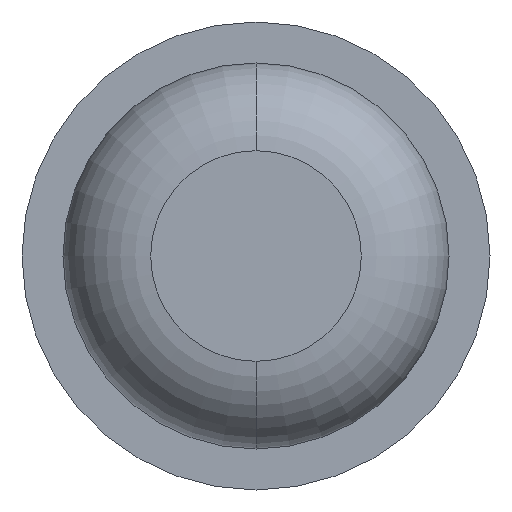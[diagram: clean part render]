
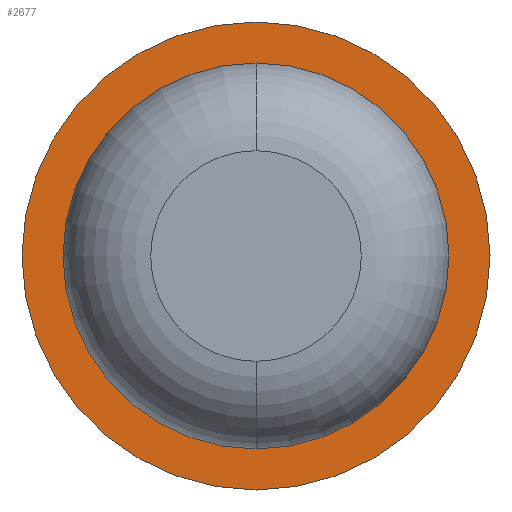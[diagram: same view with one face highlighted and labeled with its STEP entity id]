
A CAD part, front view. The second image highlights one B-rep face of the part: STEP entity #2677.
In plain terms, the highlighted planar face has unit normal (0, -1, 0).
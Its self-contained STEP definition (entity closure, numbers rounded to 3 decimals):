
#62 = AXIS2_PLACEMENT_3D ( 'NONE', #1112, #1886, #2691 ) ;
#122 = DIRECTION ( 'NONE',  ( 0., 0., 1. ) ) ;
#123 = CIRCLE ( 'NONE', #2478, 0.825 ) ;
#220 = VERTEX_POINT ( 'NONE', #2919 ) ;
#290 = CARTESIAN_POINT ( 'NONE',  ( 0., -2., 0.825 ) ) ;
#338 = DIRECTION ( 'NONE',  ( 0., 0., 1. ) ) ;
#509 = AXIS2_PLACEMENT_3D ( 'NONE', #1896, #1394, #338 ) ;
#524 = FACE_OUTER_BOUND ( 'NONE', #2034, .T. ) ;
#529 = EDGE_CURVE ( 'Defeature ausgef�hrt1_25+Defeature ausgef�hrt1_24+Defeature ausgef�hrt1_24+Defeature ausgef�hrt1_24', #3324, #220, #1494, .T. ) ;
#535 = DIRECTION ( 'NONE',  ( 0., 0., 1. ) ) ;
#542 = CARTESIAN_POINT ( 'NONE',  ( 0., -2., -0.825 ) ) ;
#588 = EDGE_CURVE ( 'Defeature ausgef�hrt1_24+Defeature ausgef�hrt1_20+Defeature ausgef�hrt1_20+Defeature ausgef�hrt1_20', #2260, #2284, #1824, .T. ) ;
#677 = AXIS2_PLACEMENT_3D ( 'NONE', #3217, #1911, #122 ) ;
#827 = DIRECTION ( 'NONE',  ( 0., 1., 0. ) ) ;
#859 = CIRCLE ( 'NONE', #677, 1. ) ;
#1112 = CARTESIAN_POINT ( 'NONE',  ( 0., -2., 0. ) ) ;
#1151 = ORIENTED_EDGE ( 'NONE', *, *, #2455, .F. ) ;
#1394 = DIRECTION ( 'NONE',  ( 0., 1., 0. ) ) ;
#1437 = CARTESIAN_POINT ( 'NONE',  ( 0., -2., 1. ) ) ;
#1494 = CIRCLE ( 'NONE', #509, 1. ) ;
#1553 = DIRECTION ( 'NONE',  ( 0., 1., 0. ) ) ;
#1633 = CARTESIAN_POINT ( 'NONE',  ( 1., -2., 0. ) ) ;
#1687 = ORIENTED_EDGE ( 'NONE', *, *, #529, .F. ) ;
#1771 = ORIENTED_EDGE ( 'NONE', *, *, #2171, .T. ) ;
#1824 = CIRCLE ( 'NONE', #62, 0.825 ) ;
#1886 = DIRECTION ( 'NONE',  ( 0., 1., 0. ) ) ;
#1896 = CARTESIAN_POINT ( 'NONE',  ( 0., -2., 0. ) ) ;
#1911 = DIRECTION ( 'NONE',  ( 0., 1., 0. ) ) ;
#2034 = EDGE_LOOP ( 'NONE', ( #1687, #1151 ) ) ;
#2063 = AXIS2_PLACEMENT_3D ( 'NONE', #1633, #827, #2413 ) ;
#2171 = EDGE_CURVE ( 'Defeature ausgef�hrt1_24+Defeature ausgef�hrt1_20+Defeature ausgef�hrt1_20+Defeature ausgef�hrt1_20', #2284, #2260, #123, .T. ) ;
#2260 = VERTEX_POINT ( 'NONE', #542 ) ;
#2284 = VERTEX_POINT ( 'NONE', #290 ) ;
#2394 = PLANE ( 'NONE',  #2063 ) ;
#2413 = DIRECTION ( 'NONE',  ( 0., 0., 1. ) ) ;
#2455 = EDGE_CURVE ( 'Defeature ausgef�hrt1_25+Defeature ausgef�hrt1_24+Defeature ausgef�hrt1_24+Defeature ausgef�hrt1_24', #220, #3324, #859, .T. ) ;
#2478 = AXIS2_PLACEMENT_3D ( 'NONE', #2813, #1553, #535 ) ;
#2677 = ADVANCED_FACE ( 'Defeature ausgef�hrt1_24', ( #524, #3197 ), #2394, .F. ) ;
#2691 = DIRECTION ( 'NONE',  ( 0., 0., 1. ) ) ;
#2782 = EDGE_LOOP ( 'NONE', ( #1771, #3274 ) ) ;
#2813 = CARTESIAN_POINT ( 'NONE',  ( 0., -2., 0. ) ) ;
#2919 = CARTESIAN_POINT ( 'NONE',  ( 0., -2., -1. ) ) ;
#3197 = FACE_BOUND ( 'NONE', #2782, .T. ) ;
#3217 = CARTESIAN_POINT ( 'NONE',  ( 0., -2., 0. ) ) ;
#3274 = ORIENTED_EDGE ( 'NONE', *, *, #588, .T. ) ;
#3324 = VERTEX_POINT ( 'NONE', #1437 ) ;
